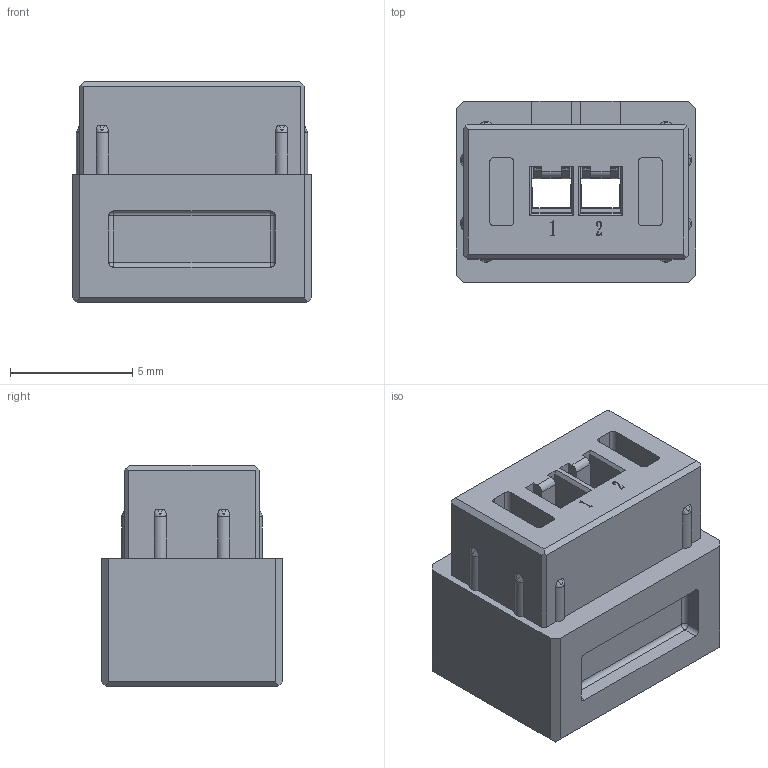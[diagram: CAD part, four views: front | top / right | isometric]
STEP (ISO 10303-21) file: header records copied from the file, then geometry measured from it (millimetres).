
FILE_DESCRIPTION( ('This file contains a STEP AP42 implementation' ,'as created by ZW3D STEP Interface translator.') ,'2;1' );
FILE_NAME( 'GMJE06B-2002A02(W).stp' ,'231225.142441', (''), ('ZWCAD Software Co.'), 'Version 1.0', 'ZW3D to STEP translator', '' );
FILE_SCHEMA(('AUTOMOTIVE_DESIGN { 1 0 10303 214 1 1 1 1 }'));
Length unit declared in the file: millimetre
Products named in the file (3): 0; 秶雄ん_REC_2P; 2PIN脣釱呿蝶
Assembly tree (1 placements, depth 2):
  0
  秶雄ん_REC_2P
    2PIN脣釱呿蝶
Bounding box: 9.8 x 7.4 x 9.05 mm (x, y, z)
Volume: 325.3 mm3; surface area: 706 mm2
Topology: 1 solids, 1 shells, 312 faces, 870 edges, 567 vertices
Faces by surface type: plane 193, cylinder 69, bspline 40, sphere 10
Entity records: 11910 total; most frequent: CARTESIAN_POINT 3609, ORIENTED_EDGE 1740, DIRECTION 1448, EDGE_CURVE 870, VECTOR 644, LINE 644, VERTEX_POINT 567, AXIS2_PLACEMENT_3D 402
